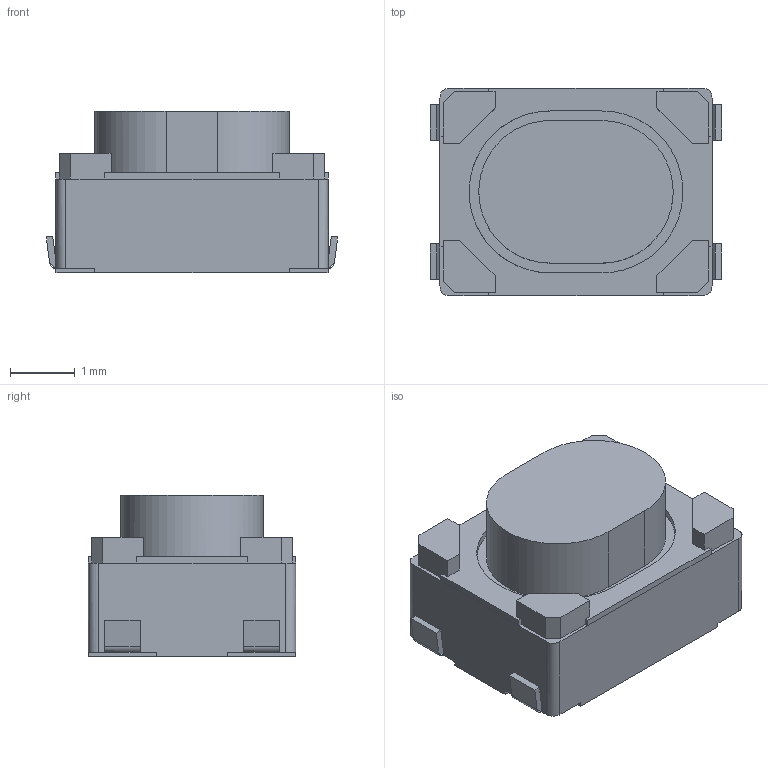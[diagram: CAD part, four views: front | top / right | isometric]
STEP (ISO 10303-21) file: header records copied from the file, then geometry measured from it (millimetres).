
FILE_DESCRIPTION (( 'STEP AP214' ), '1' );
FILE_NAME ('PTS815SJK250.STEP', '2026-01-14T09:53:02', ( 'roman' ), ( '' ), 'SwSTEP 2.0', 'SolidWorks 2025', '' );
FILE_SCHEMA (( 'AUTOMOTIVE_DESIGN' ));
Length unit declared in the file: millimetre
Products named in the file (4): 1_PTS815SJK250SMTRLFS(2)_PTS815SJK250SMTRLFS_____ _____________; 1-0_PTS815SJK250SMTRLFS(2)_PTS815SJK250SMTRLFS_____ _____________; 1-1_PTS815SJK250SMTRLFS(2)_PTS815SJK250SMTRLFS_____ _____________; PTS815SJK250
Assembly tree (3 placements, depth 2):
  PTS815SJK250
    1_PTS815SJK250SMTRLFS(2)_PTS815SJK250SMTRLFS_____ _____________
    1-0_PTS815SJK250SMTRLFS(2)_PTS815SJK250SMTRLFS_____ _____________
    1-1_PTS815SJK250SMTRLFS(2)_PTS815SJK250SMTRLFS_____ _____________
Bounding box: 4.5 x 3.2 x 2.5 mm (x, y, z)
Volume: 8.1 mm3; surface area: 129.5 mm2
Topology: 2 solids, 3 shells, 234 faces, 702 edges, 468 vertices
Faces by surface type: plane 184, cylinder 46, cone 2, torus 2
Entity records: 8660 total; most frequent: CARTESIAN_POINT 3621, ORIENTED_EDGE 1368, EDGE_CURVE 702, B_SPLINE_CURVE_WITH_KNOTS 698, DIRECTION 488, VERTEX_POINT 468, EDGE_LOOP 248, AXIS2_PLACEMENT_3D 243
